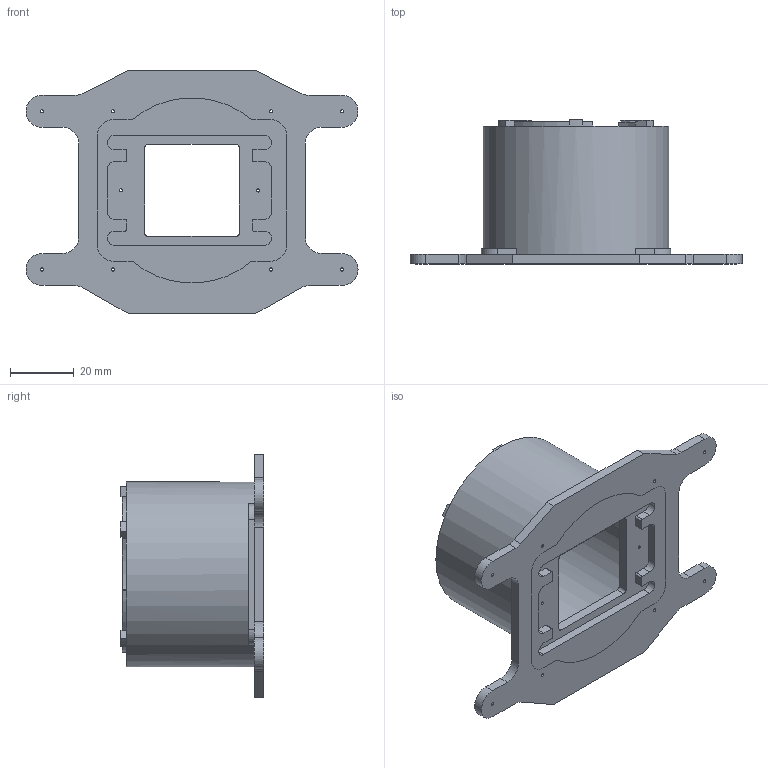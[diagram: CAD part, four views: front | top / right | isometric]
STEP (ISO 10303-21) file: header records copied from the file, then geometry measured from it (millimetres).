
FILE_DESCRIPTION(/* description */ (''),/* implementation_level */ '2;1');
FILE_NAME(/* name */ 'Skeleton V03.stp',/* time_stamp */ '2015-04-03T00:21:37+02:00',/* author */ ('spichelh'),/* organization */ (''),/* preprocessor_version */ 'ST-DEVELOPER v15.6',/* originating_system */ 'Autodesk Inventor 2015',/* authorisation */ '');
FILE_SCHEMA (('AUTOMOTIVE_DESIGN { 1 0 10303 214 3 1 1 }'));
Length unit declared in the file: millimetre
Products named in the file (3): BetaSkeletonV01; F-mount to CMV12k-V05; Skeleton V03
Bounding box: 103.98 x 45.02 x 76.15 mm (x, y, z)
Volume: 52141.2 mm3; surface area: 26487.8 mm2
Topology: 2 solids, 2 shells, 156 faces, 438 edges, 288 vertices
Faces by surface type: plane 77, cylinder 74, cone 5
Full cylindrical faces by diameter (mm): 1 x15, 47 x1, 58 x1
Entity records: 5065 total; most frequent: DIRECTION 887, CARTESIAN_POINT 851, ORIENTED_EDGE 818, EDGE_CURVE 409, AXIS2_PLACEMENT_3D 317, VERTEX_POINT 281, LINE 253, VECTOR 253
